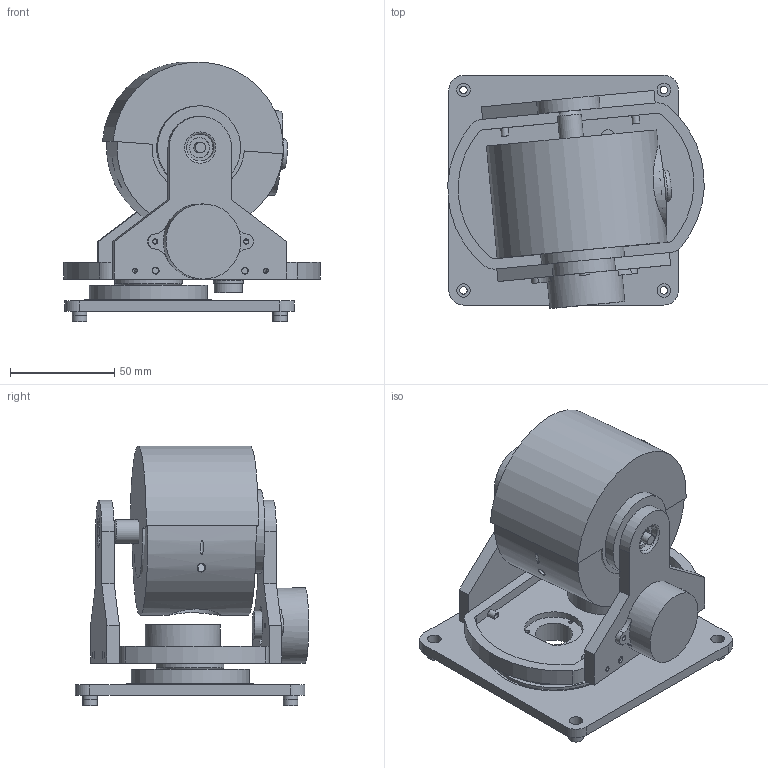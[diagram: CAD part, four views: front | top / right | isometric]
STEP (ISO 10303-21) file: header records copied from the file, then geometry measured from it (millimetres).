
FILE_DESCRIPTION(/* description */ (''),/* implementation_level */ '2;1');
FILE_NAME(/* name */ '상부조립.stp',/* time_stamp */ '2018-05-08T03:51:48+09:00',/* author */ ('GMIMG'),/* organization */ (''),/* preprocessor_version */ 'ST-DEVELOPER v17',/* originating_system */ 'Autodesk Inventor 2019',/* authorisation */ '');
FILE_SCHEMA (('AUTOMOTIVE_DESIGN { 1 0 10303 214 3 1 1 }'));
Length unit declared in the file: millimetre
Products named in the file (9): 상부조립; 밑판(new); 탑(모터쪽옆면수정); 탑(옆면수정); 연결부; 큰 기어; 스텝모터; 헤드(상); 헤드(하)
Assembly tree (9 placements, depth 2):
  상부조립
    밑판(new)
    탑(모터쪽옆면수정)
    탑(옆면수정)
    연결부
    큰 기어
    스텝모터  x2
    헤드(상)
    헤드(하)
Bounding box: 122.73 x 111.76 x 124.34 mm (x, y, z)
Volume: 233306.3 mm3; surface area: 133758.6 mm2
Topology: 10 solids, 10 shells, 259 faces, 603 edges, 402 vertices
Faces by surface type: cylinder 136, plane 115, torus 5, cone 2, bspline 1
Full cylindrical faces by diameter (mm): 1.7 x1, 1.8 x9, 2.3 x4, 2.5 x8, 2.7 x1, 3 x6, 3.3 x4, 3.5 x1, 3.6 x4, 4 x7, 5 x4, 6.5 x5, 7 x4, 9.7 x2, 11 x1, 11.5 x1, 13 x2, 13.662 x2, 14.662 x2, 15 x2, 16 x2, 18 x3, 25 x1, 29.5 x1, 30 x1, 32.5 x1, 36 x2, 39 x1, 40 x1, 56.6 x1
Entity records: 7944 total; most frequent: CARTESIAN_POINT 1670, DIRECTION 1317, ORIENTED_EDGE 1108, EDGE_CURVE 554, AXIS2_PLACEMENT_3D 528, VERTEX_POINT 368, EDGE_LOOP 352, CIRCLE 273
